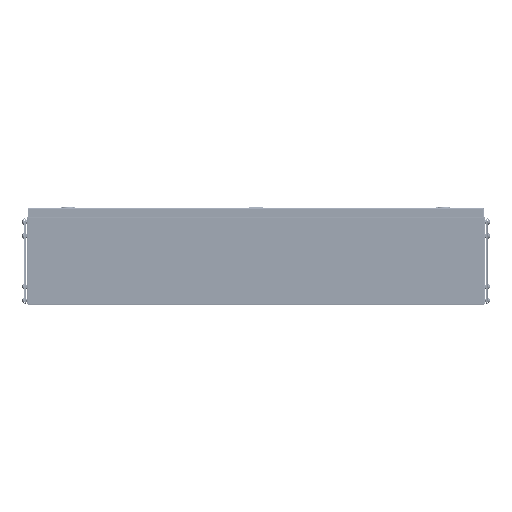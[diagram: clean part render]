
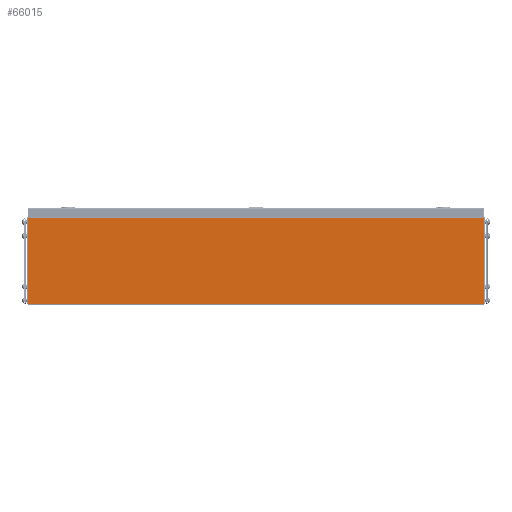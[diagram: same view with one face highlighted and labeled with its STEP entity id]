
A CAD part, left-side view. The second image highlights one B-rep face of the part: STEP entity #66015.
In plain terms, the highlighted planar face has unit normal (-1, 0, 0).
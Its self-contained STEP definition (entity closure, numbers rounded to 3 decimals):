
#592 = EDGE_CURVE ( 'NONE', #12664, #72441, #88794, .T. ) ;
#5808 = DIRECTION ( 'NONE',  ( 0., 0., -1. ) ) ;
#6779 = CARTESIAN_POINT ( 'NONE',  ( -400., 495.5, 1. ) ) ;
#10391 = LINE ( 'NONE', #82231, #67488 ) ;
#11756 = CARTESIAN_POINT ( 'NONE',  ( -400., 495.5, 1. ) ) ;
#12664 = VERTEX_POINT ( 'NONE', #45736 ) ;
#14861 = VECTOR ( 'NONE', #73519, 1000. ) ;
#21678 = ORIENTED_EDGE ( 'NONE', *, *, #67192, .F. ) ;
#28047 = CARTESIAN_POINT ( 'NONE',  ( -400., 495.5, 0. ) ) ;
#30164 = ORIENTED_EDGE ( 'NONE', *, *, #43795, .T. ) ;
#31852 = FACE_OUTER_BOUND ( 'NONE', #37642, .T. ) ;
#32375 = VERTEX_POINT ( 'NONE', #11756 ) ;
#33306 = CARTESIAN_POINT ( 'NONE',  ( -400., -495.5, 187.5 ) ) ;
#35051 = DIRECTION ( 'NONE',  ( 0., 1., 0. ) ) ;
#37642 = EDGE_LOOP ( 'NONE', ( #89605, #30164, #21678, #82803 ) ) ;
#38346 = PLANE ( 'NONE',  #62019 ) ;
#40048 = DIRECTION ( 'NONE',  ( 0., 1., 0. ) ) ;
#42024 = LINE ( 'NONE', #6779, #78528 ) ;
#43795 = EDGE_CURVE ( 'NONE', #47537, #32375, #69301, .T. ) ;
#44507 = EDGE_CURVE ( 'NONE', #72441, #47537, #10391, .T. ) ;
#44867 = DIRECTION ( 'NONE',  ( 1., 0., 0. ) ) ;
#45248 = CARTESIAN_POINT ( 'NONE',  ( -400., -495.5, 0. ) ) ;
#45736 = CARTESIAN_POINT ( 'NONE',  ( -400., -495.5, 1. ) ) ;
#47537 = VERTEX_POINT ( 'NONE', #48230 ) ;
#48230 = CARTESIAN_POINT ( 'NONE',  ( -400., 495.5, 187.5 ) ) ;
#52631 = VECTOR ( 'NONE', #5808, 1000. ) ;
#59667 = CARTESIAN_POINT ( 'NONE',  ( -400., 0., 0. ) ) ;
#62019 = AXIS2_PLACEMENT_3D ( 'NONE', #59667, #44867, #66608 ) ;
#66015 = ADVANCED_FACE ( 'NONE', ( #31852 ), #38346, .F. ) ;
#66608 = DIRECTION ( 'NONE',  ( 0., 0., -1. ) ) ;
#67192 = EDGE_CURVE ( 'NONE', #12664, #32375, #42024, .T. ) ;
#67488 = VECTOR ( 'NONE', #40048, 1000. ) ;
#69301 = LINE ( 'NONE', #28047, #52631 ) ;
#72441 = VERTEX_POINT ( 'NONE', #33306 ) ;
#73519 = DIRECTION ( 'NONE',  ( 0., 0., 1. ) ) ;
#78528 = VECTOR ( 'NONE', #35051, 1000. ) ;
#82231 = CARTESIAN_POINT ( 'NONE',  ( -400., -495.5, 187.5 ) ) ;
#82803 = ORIENTED_EDGE ( 'NONE', *, *, #592, .T. ) ;
#88794 = LINE ( 'NONE', #45248, #14861 ) ;
#89605 = ORIENTED_EDGE ( 'NONE', *, *, #44507, .T. ) ;
